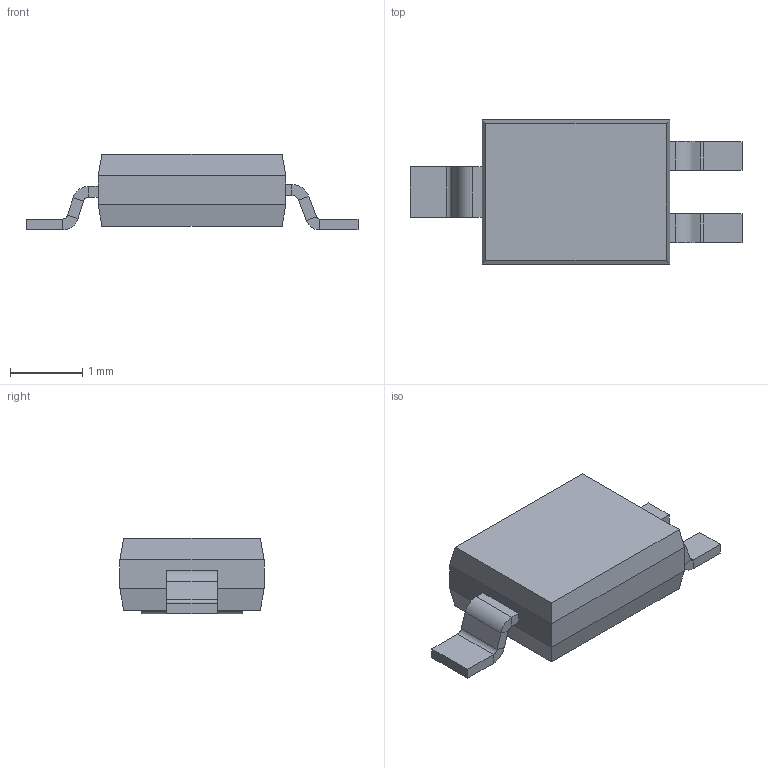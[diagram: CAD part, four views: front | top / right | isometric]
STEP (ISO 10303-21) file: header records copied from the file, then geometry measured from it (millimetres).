
FILE_DESCRIPTION (( 'STEP AP214' ), '1' );
FILE_NAME ('OSRAM_SFH2400FA.STEP', '2022-01-14T16:27:27', ( '' ), ( '' ), 'SwSTEP 2.0', 'SolidWorks 2019', '' );
FILE_SCHEMA (( 'AUTOMOTIVE_DESIGN' ));
Length unit declared in the file: millimetre
Products named in the file (1): OSRAM_SFH2400FA
Bounding box: 4.6 x 2 x 1.05 mm (x, y, z)
Volume: 5.3 mm3; surface area: 23.6 mm2
Topology: 1 solids, 1 shells, 77 faces, 160 edges, 88 vertices
Faces by surface type: plane 65, cylinder 12
Entity records: 2831 total; most frequent: DIRECTION 340, CARTESIAN_POINT 326, ORIENTED_EDGE 320, EDGE_CURVE 160, LINE 136, VECTOR 136, AXIS2_PLACEMENT_3D 102, VERTEX_POINT 88
